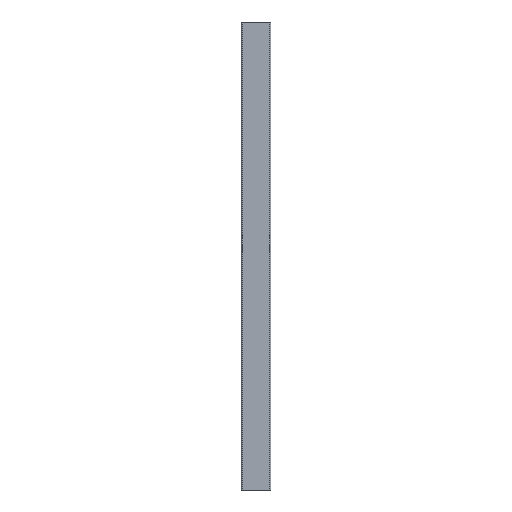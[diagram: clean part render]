
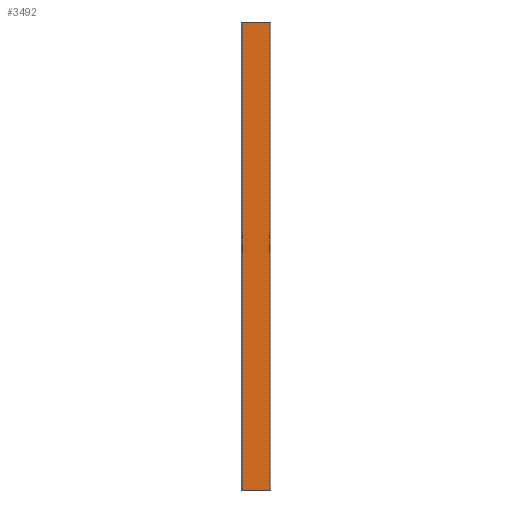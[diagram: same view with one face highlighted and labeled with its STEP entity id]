
A CAD part, front view. The second image highlights one B-rep face of the part: STEP entity #3492.
In plain terms, the highlighted face is planar.
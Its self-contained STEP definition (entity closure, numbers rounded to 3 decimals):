
#63 = DIRECTION ( 'NONE',  ( 0., 0., -1. ) ) ;
#100 = VERTEX_POINT ( 'NONE', #266 ) ;
#138 = ORIENTED_EDGE ( 'NONE', *, *, #1389, .T. ) ;
#166 = CARTESIAN_POINT ( 'NONE',  ( -1500., -59.5, -2.4 ) ) ;
#254 = CARTESIAN_POINT ( 'NONE',  ( 500., 62.4, -2.4 ) ) ;
#266 = CARTESIAN_POINT ( 'NONE',  ( -1500., 59.5, -2.4 ) ) ;
#345 = DIRECTION ( 'NONE',  ( 0., -1., 0. ) ) ;
#360 = VECTOR ( 'NONE', #345, 1000. ) ;
#391 = CARTESIAN_POINT ( 'NONE',  ( 500., 59.5, -2.4 ) ) ;
#502 = FACE_OUTER_BOUND ( 'NONE', #1835, .T. ) ;
#791 = LINE ( 'NONE', #2423, #2346 ) ;
#928 = EDGE_CURVE ( 'NONE', #3317, #1707, #791, .T. ) ;
#974 = AXIS2_PLACEMENT_3D ( 'NONE', #1951, #63, #2291 ) ;
#1078 = ORIENTED_EDGE ( 'NONE', *, *, #2207, .T. ) ;
#1169 = VERTEX_POINT ( 'NONE', #391 ) ;
#1215 = CARTESIAN_POINT ( 'NONE',  ( 500., -59.5, -2.4 ) ) ;
#1246 = CARTESIAN_POINT ( 'NONE',  ( 0., 59.5, -2.4 ) ) ;
#1389 = EDGE_CURVE ( 'NONE', #1707, #100, #2274, .T. ) ;
#1598 = ORIENTED_EDGE ( 'NONE', *, *, #928, .T. ) ;
#1707 = VERTEX_POINT ( 'NONE', #166 ) ;
#1718 = DIRECTION ( 'NONE',  ( 1., 0., 0. ) ) ;
#1795 = EDGE_CURVE ( 'NONE', #100, #1169, #3867, .T. ) ;
#1835 = EDGE_LOOP ( 'NONE', ( #2447, #1078, #1598, #138 ) ) ;
#1951 = CARTESIAN_POINT ( 'NONE',  ( 0., 62.4, -2.4 ) ) ;
#2207 = EDGE_CURVE ( 'NONE', #1169, #3317, #3745, .T. ) ;
#2274 = LINE ( 'NONE', #2728, #3022 ) ;
#2291 = DIRECTION ( 'NONE',  ( -1., 0., 0. ) ) ;
#2346 = VECTOR ( 'NONE', #2439, 1000. ) ;
#2423 = CARTESIAN_POINT ( 'NONE',  ( 0., -59.5, -2.4 ) ) ;
#2439 = DIRECTION ( 'NONE',  ( -1., 0., 0. ) ) ;
#2447 = ORIENTED_EDGE ( 'NONE', *, *, #1795, .T. ) ;
#2728 = CARTESIAN_POINT ( 'NONE',  ( -1500., 62.4, -2.4 ) ) ;
#2809 = DIRECTION ( 'NONE',  ( 0., 1., 0. ) ) ;
#3022 = VECTOR ( 'NONE', #2809, 1000. ) ;
#3126 = VECTOR ( 'NONE', #1718, 1000. ) ;
#3317 = VERTEX_POINT ( 'NONE', #1215 ) ;
#3492 = ADVANCED_FACE ( 'NONE', ( #502 ), #3541, .T. ) ;
#3541 = PLANE ( 'NONE',  #974 ) ;
#3745 = LINE ( 'NONE', #254, #360 ) ;
#3867 = LINE ( 'NONE', #1246, #3126 ) ;
